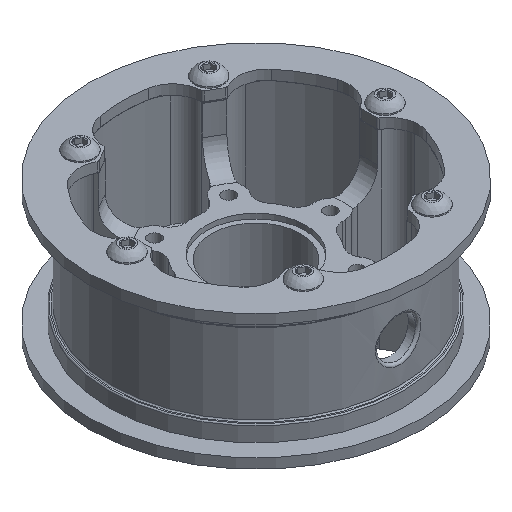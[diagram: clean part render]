
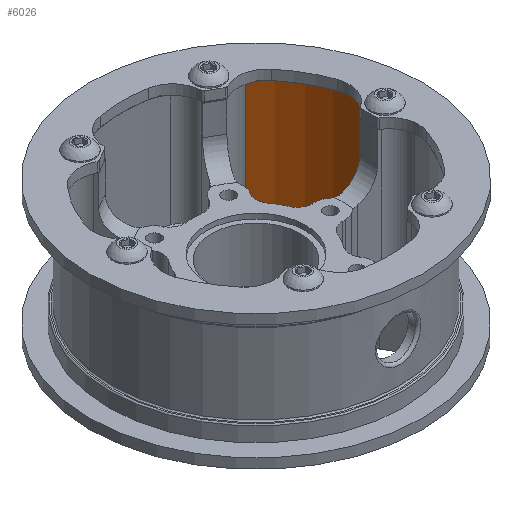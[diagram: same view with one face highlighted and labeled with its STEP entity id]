
A CAD part, isometric view. The second image highlights one B-rep face of the part: STEP entity #6026.
In plain terms, the highlighted cylindrical face has radius 42.862 mm (diameter 85.725 mm), a partial arc.
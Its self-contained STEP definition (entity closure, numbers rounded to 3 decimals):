
#85 = ORIENTED_EDGE ( 'NONE', *, *, #6942, .T. ) ;
#807 = EDGE_CURVE ( 'NONE', #5166, #5597, #1453, .T. ) ;
#813 = ORIENTED_EDGE ( 'NONE', *, *, #1946, .F. ) ;
#1010 = ORIENTED_EDGE ( 'NONE', *, *, #9085, .T. ) ;
#1297 = DIRECTION ( 'NONE',  ( 0., 0., -1. ) ) ;
#1453 = CIRCLE ( 'NONE', #5344, 42.862 ) ;
#1469 = ORIENTED_EDGE ( 'NONE', *, *, #807, .F. ) ;
#1518 = CARTESIAN_POINT ( 'NONE',  ( 48.577, 48.577, -31.75 ) ) ;
#1946 = EDGE_CURVE ( 'NONE', #2448, #5166, #2657, .T. ) ;
#2008 = FACE_OUTER_BOUND ( 'NONE', #5456, .T. ) ;
#2374 = DIRECTION ( 'NONE',  ( 0., 0., 1. ) ) ;
#2448 = VERTEX_POINT ( 'NONE', #10549 ) ;
#2657 = LINE ( 'NONE', #10140, #2787 ) ;
#2787 = VECTOR ( 'NONE', #7541, 1000. ) ;
#2805 = AXIS2_PLACEMENT_3D ( 'NONE', #9764, #10311, #6830 ) ;
#3766 = VERTEX_POINT ( 'NONE', #4496 ) ;
#4496 = CARTESIAN_POINT ( 'NONE',  ( 77.092, 80.58, 5.08 ) ) ;
#4995 = AXIS2_PLACEMENT_3D ( 'NONE', #5856, #1297, #8790 ) ;
#5166 = VERTEX_POINT ( 'NONE', #9452 ) ;
#5344 = AXIS2_PLACEMENT_3D ( 'NONE', #1518, #2374, #7354 ) ;
#5456 = EDGE_LOOP ( 'NONE', ( #1469, #813, #85, #1010 ) ) ;
#5597 = VERTEX_POINT ( 'NONE', #8155 ) ;
#5692 = CYLINDRICAL_SURFACE ( 'NONE', #4995, 42.862 ) ;
#5856 = CARTESIAN_POINT ( 'NONE',  ( 48.577, 48.577, 0. ) ) ;
#6026 = ADVANCED_FACE ( 'NONE', ( #2008 ), #5692, .F. ) ;
#6038 = DIRECTION ( 'NONE',  ( 0., 0., -1. ) ) ;
#6081 = CARTESIAN_POINT ( 'NONE',  ( 77.092, 80.58, 0. ) ) ;
#6830 = DIRECTION ( 'NONE',  ( 1., 0., 0. ) ) ;
#6942 = EDGE_CURVE ( 'NONE', #2448, #3766, #7181, .T. ) ;
#7181 = CIRCLE ( 'NONE', #2805, 42.862 ) ;
#7354 = DIRECTION ( 'NONE',  ( 1., 0., 0. ) ) ;
#7449 = VECTOR ( 'NONE', #6038, 1000. ) ;
#7541 = DIRECTION ( 'NONE',  ( 0., 0., -1. ) ) ;
#8111 = LINE ( 'NONE', #6081, #7449 ) ;
#8155 = CARTESIAN_POINT ( 'NONE',  ( 77.092, 80.58, -31.75 ) ) ;
#8790 = DIRECTION ( 'NONE',  ( -1., 0., 0. ) ) ;
#9085 = EDGE_CURVE ( 'NONE', #3766, #5597, #8111, .T. ) ;
#9452 = CARTESIAN_POINT ( 'NONE',  ( 90.549, 57.27, -31.75 ) ) ;
#9764 = CARTESIAN_POINT ( 'NONE',  ( 48.577, 48.577, 5.08 ) ) ;
#10140 = CARTESIAN_POINT ( 'NONE',  ( 90.549, 57.27, 0. ) ) ;
#10311 = DIRECTION ( 'NONE',  ( 0., 0., 1. ) ) ;
#10549 = CARTESIAN_POINT ( 'NONE',  ( 90.549, 57.27, 5.08 ) ) ;
